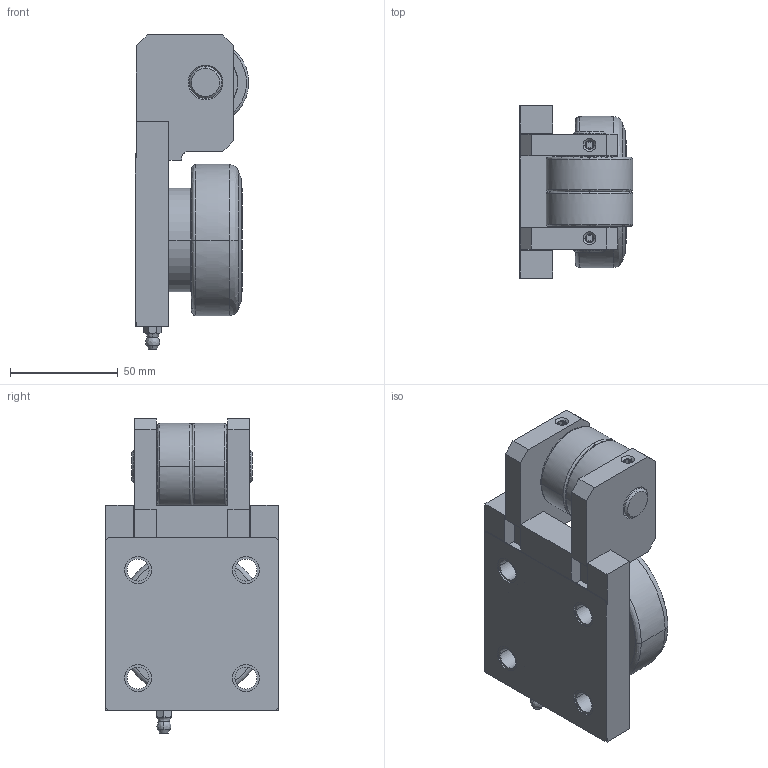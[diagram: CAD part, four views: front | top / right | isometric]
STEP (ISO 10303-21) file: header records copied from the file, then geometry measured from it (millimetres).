
FILE_DESCRIPTION(('STEP AP214'),'1');
FILE_NAME('3_055.stp','2021-05-27T03:01:23',('TraceParts'),('TraceParts S.A.'),'Spatial InterOp 3D',' ',' ');
FILE_SCHEMA(('AUTOMOTIVE_DESIGN { 1 0 10303 214 1 1 1 1 }'));
Length unit declared in the file: millimetre
Products named in the file (1): 3_055_1
Bounding box: 52.5 x 80 x 145.5 mm (x, y, z)
Volume: 288189.4 mm3; surface area: 62150.8 mm2
Topology: 2 solids, 2 shells, 238 faces, 587 edges, 376 vertices
Faces by surface type: plane 102, cylinder 62, cone 52, bspline 16, torus 6
Entity records: 10172 total; most frequent: CARTESIAN_POINT 2501, DIRECTION 1241, ORIENTED_EDGE 1162, EDGE_CURVE 581, AXIS2_PLACEMENT_3D 468, VERTEX_POINT 376, LINE 305, VECTOR 305
